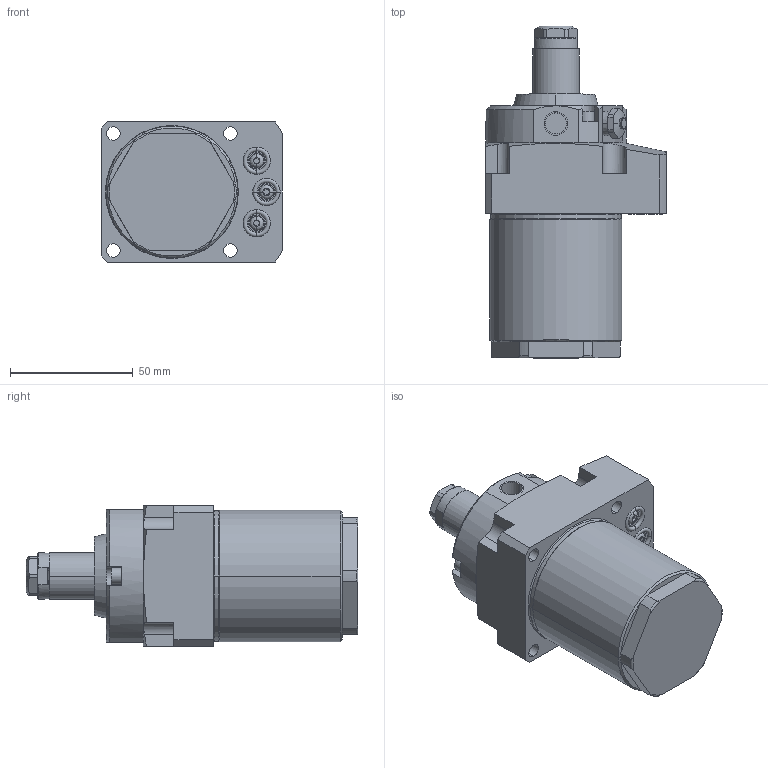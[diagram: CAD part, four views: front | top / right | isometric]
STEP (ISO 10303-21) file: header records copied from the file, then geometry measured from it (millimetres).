
FILE_DESCRIPTION((''),'2;1');
FILE_NAME('ILC10020801','2010-11-18T',('avl'),(''),'PRO/ENGINEER BY PARAMETRIC TECHNOLOGY CORPORATION, 2007460','PRO/ENGINEER BY PARAMETRIC TECHNOLOGY CORPORATION, 2007460','');
FILE_SCHEMA(('AUTOMOTIVE_DESIGN_CC2 { 1 2 10303 214 -1 1 5 2 }'));
Length unit declared in the file: inch
Products named in the file (1): ILC10020801
Bounding box: 73.53 x 135.08 x 57.15 mm (x, y, z)
Volume: 285952.1 mm3; surface area: 35675.2 mm2
Topology: 1 solids, 8 shells, 335 faces, 836 edges, 541 vertices
Faces by surface type: plane 163, cylinder 115, cone 33, torus 20, revolution 4
Entity records: 13172 total; most frequent: CARTESIAN_POINT 2383, DIRECTION 1724, ORIENTED_EDGE 1648, PRESENTATION_STYLE_ASSIGNMENT 843, STYLED_ITEM 843, CURVE_STYLE 836, EDGE_CURVE 836, AXIS2_PLACEMENT_3D 654
